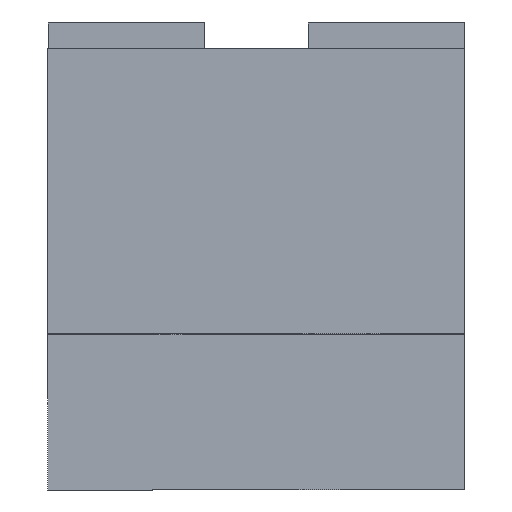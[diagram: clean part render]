
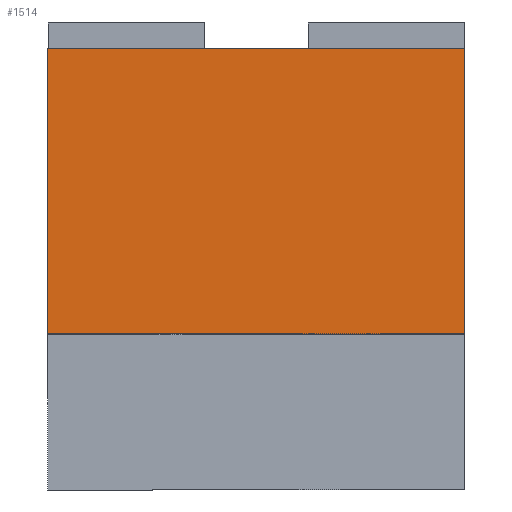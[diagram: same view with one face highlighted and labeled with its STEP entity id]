
A CAD part, left-side view. The second image highlights one B-rep face of the part: STEP entity #1514.
In plain terms, the highlighted planar face has unit normal (-1, 0, 0).
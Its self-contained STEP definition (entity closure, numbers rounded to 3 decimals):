
#56=LINE('',#3126,#120);
#57=LINE('',#3129,#121);
#58=LINE('',#3131,#122);
#59=LINE('',#3133,#123);
#120=VECTOR('',#2072,1000.);
#121=VECTOR('',#2073,1000.);
#122=VECTOR('',#2074,1000.);
#123=VECTOR('',#2075,1000.);
#183=PLANE('',#1740);
#364=ORIENTED_EDGE('',*,*,#644,.T.);
#365=ORIENTED_EDGE('',*,*,#645,.T.);
#366=ORIENTED_EDGE('',*,*,#646,.F.);
#367=ORIENTED_EDGE('',*,*,#647,.F.);
#644=EDGE_CURVE('',#806,#807,#56,.T.);
#645=EDGE_CURVE('',#807,#808,#57,.T.);
#646=EDGE_CURVE('',#809,#808,#58,.T.);
#647=EDGE_CURVE('',#806,#809,#59,.T.);
#806=VERTEX_POINT('',#3127);
#807=VERTEX_POINT('',#3128);
#808=VERTEX_POINT('',#3130);
#809=VERTEX_POINT('',#3132);
#1081=EDGE_LOOP('',(#364,#365,#366,#367));
#1295=FACE_BOUND('',#1081,.T.);
#1514=ADVANCED_FACE('',(#1295),#183,.F.);
#1740=AXIS2_PLACEMENT_3D('',#3125,#2070,#2071);
#2070=DIRECTION('',(1.,0.,0.));
#2071=DIRECTION('',(0.,0.,-1.));
#2072=DIRECTION('',(0.,-1.,0.));
#2073=DIRECTION('',(0.,0.,1.));
#2074=DIRECTION('',(0.,-1.,0.));
#2075=DIRECTION('',(0.,0.,1.));
#3125=CARTESIAN_POINT('',(-1.6,0.745,0.7));
#3126=CARTESIAN_POINT('',(-1.6,0.745,0.));
#3127=CARTESIAN_POINT('',(-1.6,0.8,0.));
#3128=CARTESIAN_POINT('',(-1.6,-0.8,0.));
#3129=CARTESIAN_POINT('',(-1.6,-0.8,0.));
#3130=CARTESIAN_POINT('',(-1.6,-0.8,1.1));
#3131=CARTESIAN_POINT('',(-1.6,0.745,1.1));
#3132=CARTESIAN_POINT('',(-1.6,0.8,1.1));
#3133=CARTESIAN_POINT('',(-1.6,0.8,0.));
